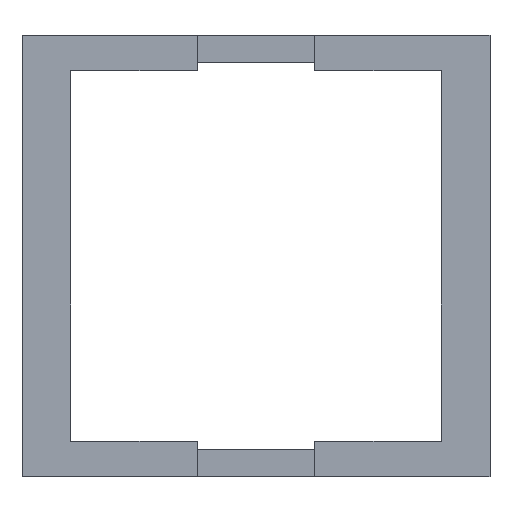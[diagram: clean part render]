
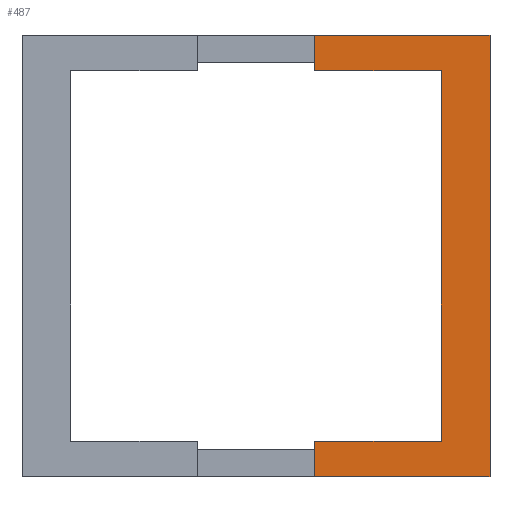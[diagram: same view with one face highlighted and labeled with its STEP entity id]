
A CAD part, top view. The second image highlights one B-rep face of the part: STEP entity #487.
In plain terms, the highlighted planar face has unit normal (0, 0, 1).
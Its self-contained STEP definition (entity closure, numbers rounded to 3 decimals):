
#27=FACE_OUTER_BOUND('',#52,.T.);
#52=EDGE_LOOP('',(#371,#372,#373,#374,#375,#376,#377,#378));
#72=LINE('',#675,#140);
#87=LINE('',#706,#155);
#91=LINE('',#713,#159);
#109=LINE('',#747,#177);
#110=LINE('',#749,#178);
#111=LINE('',#750,#179);
#112=LINE('',#752,#180);
#113=LINE('',#753,#181);
#140=VECTOR('',#551,10.);
#155=VECTOR('',#574,10.);
#159=VECTOR('',#580,1.);
#177=VECTOR('',#608,10.);
#178=VECTOR('',#609,10.);
#179=VECTOR('',#610,10.);
#180=VECTOR('',#611,1.);
#181=VECTOR('',#612,1.);
#208=VERTEX_POINT('',#673);
#209=VERTEX_POINT('',#674);
#220=VERTEX_POINT('',#704);
#221=VERTEX_POINT('',#705);
#223=VERTEX_POINT('',#712);
#234=VERTEX_POINT('',#746);
#235=VERTEX_POINT('',#748);
#236=VERTEX_POINT('',#751);
#252=EDGE_CURVE('',#208,#209,#72,.T.);
#267=EDGE_CURVE('',#220,#221,#87,.T.);
#271=EDGE_CURVE('',#223,#208,#91,.T.);
#289=EDGE_CURVE('',#209,#234,#109,.T.);
#290=EDGE_CURVE('',#234,#235,#110,.F.);
#291=EDGE_CURVE('',#220,#235,#111,.T.);
#292=EDGE_CURVE('',#236,#221,#112,.T.);
#293=EDGE_CURVE('',#223,#236,#113,.T.);
#371=ORIENTED_EDGE('',*,*,#252,.T.);
#372=ORIENTED_EDGE('',*,*,#289,.T.);
#373=ORIENTED_EDGE('',*,*,#290,.T.);
#374=ORIENTED_EDGE('',*,*,#291,.F.);
#375=ORIENTED_EDGE('',*,*,#267,.T.);
#376=ORIENTED_EDGE('',*,*,#292,.F.);
#377=ORIENTED_EDGE('',*,*,#293,.F.);
#378=ORIENTED_EDGE('',*,*,#271,.T.);
#462=PLANE('',#526);
#487=ADVANCED_FACE('',(#27),#462,.T.);
#526=AXIS2_PLACEMENT_3D('',#745,#606,#607);
#551=DIRECTION('',(0.,-1.,0.));
#574=DIRECTION('',(0.,-1.,0.));
#580=DIRECTION('',(-1.,0.,0.));
#606=DIRECTION('center_axis',(0.,0.,1.));
#607=DIRECTION('ref_axis',(1.,0.,0.));
#608=DIRECTION('',(1.,0.,0.));
#609=DIRECTION('',(0.,-1.,0.));
#610=DIRECTION('',(1.,0.,0.));
#611=DIRECTION('',(-1.,0.,0.));
#612=DIRECTION('',(0.,1.,0.));
#673=CARTESIAN_POINT('',(2.2,-6.925,0.));
#674=CARTESIAN_POINT('',(2.2,-8.25,0.));
#675=CARTESIAN_POINT('',(2.2,-7.963,0.));
#704=CARTESIAN_POINT('',(2.2,8.25,0.));
#705=CARTESIAN_POINT('',(2.2,6.925,0.));
#706=CARTESIAN_POINT('',(2.2,-0.25,0.));
#712=CARTESIAN_POINT('',(6.925,-6.925,0.));
#713=CARTESIAN_POINT('',(-7.963,-6.925,0.));
#745=CARTESIAN_POINT('Origin',(-9.,-9.,0.));
#746=CARTESIAN_POINT('',(8.75,-8.25,0.));
#747=CARTESIAN_POINT('',(-9.,-8.25,0.));
#748=CARTESIAN_POINT('',(8.75,8.25,0.));
#749=CARTESIAN_POINT('',(8.75,-9.,0.));
#750=CARTESIAN_POINT('',(-9.,8.25,0.));
#751=CARTESIAN_POINT('',(6.925,6.925,0.));
#752=CARTESIAN_POINT('',(-7.963,6.925,0.));
#753=CARTESIAN_POINT('',(6.925,-7.963,0.));
